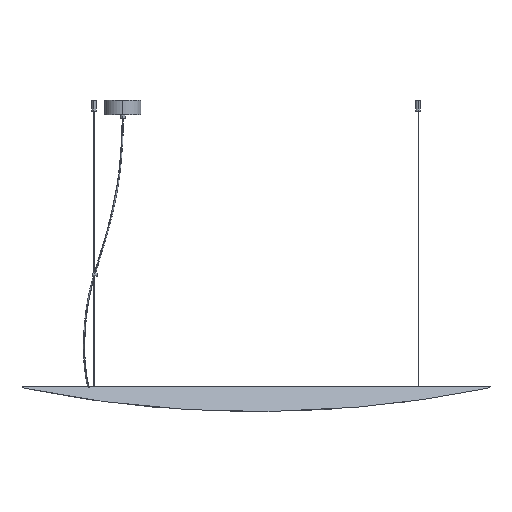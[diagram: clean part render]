
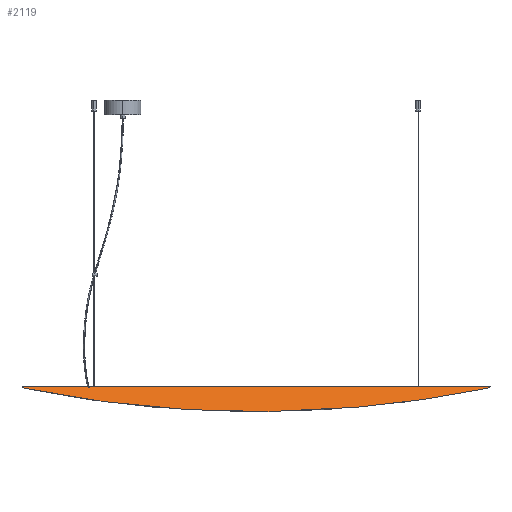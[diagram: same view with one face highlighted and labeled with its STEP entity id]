
A CAD part, top view. The second image highlights one B-rep face of the part: STEP entity #2119.
In plain terms, the highlighted face is planar.
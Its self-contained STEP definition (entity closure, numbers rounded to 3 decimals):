
#23 = CARTESIAN_POINT ( 'NONE',  ( 2.25, -465., -2.681 ) ) ;
#149 = VERTEX_POINT ( 'NONE', #4734 ) ;
#502 = ORIENTED_EDGE ( 'NONE', *, *, #1424, .T. ) ;
#578 = VERTEX_POINT ( 'NONE', #3962 ) ;
#639 = CARTESIAN_POINT ( 'NONE',  ( 4.572, 639.499, -5.449 ) ) ;
#717 = CARTESIAN_POINT ( 'NONE',  ( 1.532, -648.86, -1.826 ) ) ;
#726 = CARTESIAN_POINT ( 'NONE',  ( 4.572, -639.499, -5.449 ) ) ;
#758 = CARTESIAN_POINT ( 'NONE',  ( 1.997, -463.784, -2.38 ) ) ;
#819 = EDGE_LOOP ( 'NONE', ( #1135, #891, #1106, #502, #5987, #5875, #842 ) ) ;
#842 = ORIENTED_EDGE ( 'NONE', *, *, #2294, .T. ) ;
#891 = ORIENTED_EDGE ( 'NONE', *, *, #5675, .T. ) ;
#1106 = ORIENTED_EDGE ( 'NONE', *, *, #4545, .T. ) ;
#1121 = CARTESIAN_POINT ( 'NONE',  ( 1.532, -466.648, -1.826 ) ) ;
#1135 = ORIENTED_EDGE ( 'NONE', *, *, #1689, .T. ) ;
#1206 = DIRECTION ( 'NONE',  ( 0., -1., 0. ) ) ;
#1363 = VECTOR ( 'NONE', #1525, 1000. ) ;
#1424 = EDGE_CURVE ( 'NONE', #2722, #149, #3745, .T. ) ;
#1525 = DIRECTION ( 'NONE',  ( 0., -1., 0. ) ) ;
#1577 =( BOUNDED_CURVE ( )  B_SPLINE_CURVE ( 3, ( #3507, #5880, #3986, #1121 ),
 .UNSPECIFIED., .F., .F. ) 
 B_SPLINE_CURVE_WITH_KNOTS ( ( 4, 4 ),
 ( 3.142, 3.963 ),
 .UNSPECIFIED. ) 
 CURVE ( )  GEOMETRIC_REPRESENTATION_ITEM ( )  RATIONAL_B_SPLINE_CURVE ( ( 1., 0.945, 0.945, 1. ) ) 
 REPRESENTATION_ITEM ( '' )  );
#1689 = EDGE_CURVE ( 'NONE', #2392, #4976, #2715, .T. ) ;
#1691 =( BOUNDED_CURVE ( )  B_SPLINE_CURVE ( 3, ( #726, #1711, #5043, #2194 ),
 .UNSPECIFIED., .F., .F. ) 
 B_SPLINE_CURVE_WITH_KNOTS ( ( 4, 4 ),
 ( 2.94, 3.343 ),
 .UNSPECIFIED. ) 
 CURVE ( )  GEOMETRIC_REPRESENTATION_ITEM ( )  RATIONAL_B_SPLINE_CURVE ( ( 1., 0.987, 0.987, 1. ) ) 
 REPRESENTATION_ITEM ( '' )  );
#1711 = CARTESIAN_POINT ( 'NONE',  ( 77.038, -216.072, -91.81 ) ) ;
#1756 = CARTESIAN_POINT ( 'NONE',  ( 4.006, -642.808, -4.774 ) ) ;
#1785 = DIRECTION ( 'NONE',  ( -0.766, 0., -0.643 ) ) ;
#2116 = CARTESIAN_POINT ( 'NONE',  ( 4.572, 639.499, -5.449 ) ) ;
#2119 = ADVANCED_FACE ( 'NONE', ( #4552 ), #2732, .F. ) ;
#2194 = CARTESIAN_POINT ( 'NONE',  ( 4.572, 639.499, -5.449 ) ) ;
#2230 = CARTESIAN_POINT ( 'NONE',  ( 2.25, -465., -2.681 ) ) ;
#2286 =( BOUNDED_CURVE ( )  B_SPLINE_CURVE ( 3, ( #4116, #758, #5078, #2230 ),
 .UNSPECIFIED., .F., .F. ) 
 B_SPLINE_CURVE_WITH_KNOTS ( ( 4, 4 ),
 ( 2.32, 3.142 ),
 .UNSPECIFIED. ) 
 CURVE ( )  GEOMETRIC_REPRESENTATION_ITEM ( )  RATIONAL_B_SPLINE_CURVE ( ( 1., 0.945, 0.945, 1. ) ) 
 REPRESENTATION_ITEM ( '' )  );
#2294 = EDGE_CURVE ( 'NONE', #4645, #2392, #3067, .T. ) ;
#2392 = VERTEX_POINT ( 'NONE', #3591 ) ;
#2449 = EDGE_CURVE ( 'NONE', #149, #578, #5324, .T. ) ;
#2715 = LINE ( 'NONE', #4549, #3815 ) ;
#2722 = VERTEX_POINT ( 'NONE', #5805 ) ;
#2732 = PLANE ( 'NONE',  #6056 ) ;
#2759 = CARTESIAN_POINT ( 'NONE',  ( 1.532, -463.352, -1.826 ) ) ;
#3067 =( BOUNDED_CURVE ( )  B_SPLINE_CURVE ( 3, ( #639, #5891, #4909, #3999 ),
 .UNSPECIFIED., .F., .F. ) 
 B_SPLINE_CURVE_WITH_KNOTS ( ( 4, 4 ),
 ( 3.343, 3.679 ),
 .UNSPECIFIED. ) 
 CURVE ( )  GEOMETRIC_REPRESENTATION_ITEM ( )  RATIONAL_B_SPLINE_CURVE ( ( 1., 0.991, 0.991, 1. ) ) 
 REPRESENTATION_ITEM ( '' )  );
#3507 = CARTESIAN_POINT ( 'NONE',  ( 2.25, -465., -2.681 ) ) ;
#3591 = CARTESIAN_POINT ( 'NONE',  ( 1.532, 648.86, -1.826 ) ) ;
#3745 = LINE ( 'NONE', #4393, #1363 ) ;
#3815 = VECTOR ( 'NONE', #1206, 1000. ) ;
#3962 = CARTESIAN_POINT ( 'NONE',  ( 4.572, -639.499, -5.449 ) ) ;
#3986 = CARTESIAN_POINT ( 'NONE',  ( 1.997, -466.216, -2.38 ) ) ;
#3999 = CARTESIAN_POINT ( 'NONE',  ( 1.532, 648.86, -1.826 ) ) ;
#4116 = CARTESIAN_POINT ( 'NONE',  ( 1.532, -463.352, -1.826 ) ) ;
#4340 = VERTEX_POINT ( 'NONE', #23 ) ;
#4393 = CARTESIAN_POINT ( 'NONE',  ( 1.532, 675., -1.826 ) ) ;
#4545 = EDGE_CURVE ( 'NONE', #4340, #2722, #1577, .T. ) ;
#4549 = CARTESIAN_POINT ( 'NONE',  ( 1.532, 675., -1.826 ) ) ;
#4552 = FACE_OUTER_BOUND ( 'NONE', #819, .T. ) ;
#4631 = CARTESIAN_POINT ( 'NONE',  ( 1.532, 675., -1.826 ) ) ;
#4645 = VERTEX_POINT ( 'NONE', #2116 ) ;
#4734 = CARTESIAN_POINT ( 'NONE',  ( 1.532, -648.86, -1.826 ) ) ;
#4798 = EDGE_CURVE ( 'NONE', #578, #4645, #1691, .T. ) ;
#4909 = CARTESIAN_POINT ( 'NONE',  ( 2.983, 645.958, -3.555 ) ) ;
#4976 = VERTEX_POINT ( 'NONE', #2759 ) ;
#5043 = CARTESIAN_POINT ( 'NONE',  ( 77.038, 216.072, -91.81 ) ) ;
#5072 = CARTESIAN_POINT ( 'NONE',  ( 2.983, -645.958, -3.555 ) ) ;
#5078 = CARTESIAN_POINT ( 'NONE',  ( 2.25, -464.366, -2.681 ) ) ;
#5090 = CARTESIAN_POINT ( 'NONE',  ( 4.572, -639.499, -5.449 ) ) ;
#5324 =( BOUNDED_CURVE ( )  B_SPLINE_CURVE ( 3, ( #717, #5072, #1756, #5090 ),
 .UNSPECIFIED., .F., .F. ) 
 B_SPLINE_CURVE_WITH_KNOTS ( ( 4, 4 ),
 ( 2.604, 2.94 ),
 .UNSPECIFIED. ) 
 CURVE ( )  GEOMETRIC_REPRESENTATION_ITEM ( )  RATIONAL_B_SPLINE_CURVE ( ( 1., 0.991, 0.991, 1. ) ) 
 REPRESENTATION_ITEM ( '' )  );
#5469 = DIRECTION ( 'NONE',  ( -0.643, 0., 0.766 ) ) ;
#5675 = EDGE_CURVE ( 'NONE', #4976, #4340, #2286, .T. ) ;
#5805 = CARTESIAN_POINT ( 'NONE',  ( 1.532, -466.648, -1.826 ) ) ;
#5875 = ORIENTED_EDGE ( 'NONE', *, *, #4798, .T. ) ;
#5880 = CARTESIAN_POINT ( 'NONE',  ( 2.25, -465.634, -2.681 ) ) ;
#5891 = CARTESIAN_POINT ( 'NONE',  ( 4.006, 642.808, -4.774 ) ) ;
#5987 = ORIENTED_EDGE ( 'NONE', *, *, #2449, .T. ) ;
#6056 = AXIS2_PLACEMENT_3D ( 'NONE', #4631, #1785, #5469 ) ;
